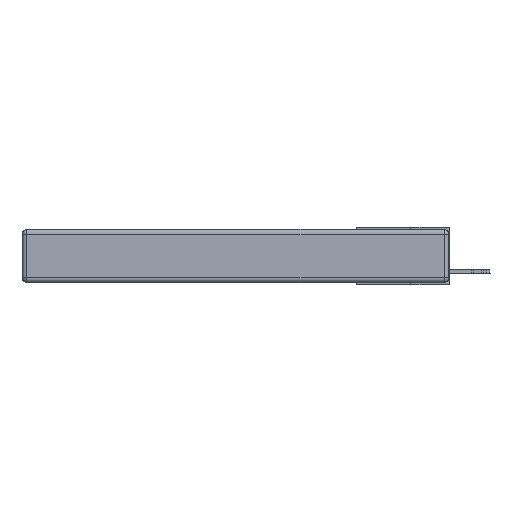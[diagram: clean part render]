
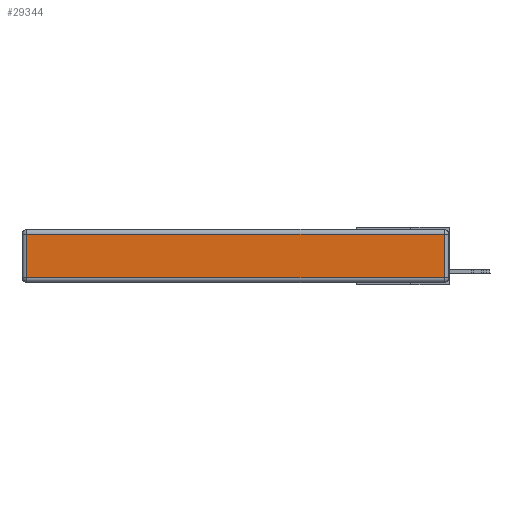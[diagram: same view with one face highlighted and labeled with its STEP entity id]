
A CAD part, left-side view. The second image highlights one B-rep face of the part: STEP entity #29344.
In plain terms, the highlighted planar face has unit normal (-1, 0, 0).
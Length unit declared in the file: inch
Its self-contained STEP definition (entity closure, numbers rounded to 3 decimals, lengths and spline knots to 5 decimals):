
#1108 = ORIENTED_EDGE ( 'NONE', *, *, #9953, .T. ) ;
#2312 = DIRECTION ( 'NONE',  ( 0., 0., 1. ) ) ;
#3190 = VECTOR ( 'NONE', #20421, 39.37008 ) ;
#5367 = ORIENTED_EDGE ( 'NONE', *, *, #18278, .T. ) ;
#8772 = LINE ( 'NONE', #18914, #14880 ) ;
#9088 = CARTESIAN_POINT ( 'NONE',  ( 0., 0.03, -0.343 ) ) ;
#9953 = EDGE_CURVE ( 'NONE', #20291, #22010, #27891, .T. ) ;
#10454 = AXIS2_PLACEMENT_3D ( 'NONE', #29437, #24927, #14151 ) ;
#12447 = VERTEX_POINT ( 'NONE', #28836 ) ;
#13170 = VERTEX_POINT ( 'NONE', #24204 ) ;
#14151 = DIRECTION ( 'NONE',  ( 0., 0., 1. ) ) ;
#14880 = VECTOR ( 'NONE', #25239, 39.37008 ) ;
#18007 = LINE ( 'NONE', #9088, #26959 ) ;
#18090 = VECTOR ( 'NONE', #19362, 39.37008 ) ;
#18228 = PLANE ( 'NONE',  #10454 ) ;
#18278 = EDGE_CURVE ( 'NONE', #12447, #20291, #18007, .T. ) ;
#18914 = CARTESIAN_POINT ( 'NONE',  ( 0., 0., -0.313 ) ) ;
#18936 = CARTESIAN_POINT ( 'NONE',  ( 0., 0.03, -0.03 ) ) ;
#19265 = CARTESIAN_POINT ( 'NONE',  ( 0., 2.72, -0.343 ) ) ;
#19362 = DIRECTION ( 'NONE',  ( 0., 0., -1. ) ) ;
#19544 = ORIENTED_EDGE ( 'NONE', *, *, #25627, .T. ) ;
#20291 = VERTEX_POINT ( 'NONE', #18936 ) ;
#20306 = EDGE_LOOP ( 'NONE', ( #26895, #5367, #1108, #19544 ) ) ;
#20421 = DIRECTION ( 'NONE',  ( 0., 1., 0. ) ) ;
#22010 = VERTEX_POINT ( 'NONE', #26029 ) ;
#24204 = CARTESIAN_POINT ( 'NONE',  ( 0., 2.72, -0.313 ) ) ;
#24927 = DIRECTION ( 'NONE',  ( -1., 0., 0. ) ) ;
#25239 = DIRECTION ( 'NONE',  ( 0., -1., 0. ) ) ;
#25492 = EDGE_CURVE ( 'NONE', #13170, #12447, #8772, .T. ) ;
#25627 = EDGE_CURVE ( 'NONE', #22010, #13170, #26305, .T. ) ;
#26013 = CARTESIAN_POINT ( 'NONE',  ( 0., 2.75, -0.03 ) ) ;
#26029 = CARTESIAN_POINT ( 'NONE',  ( 0., 2.72, -0.03 ) ) ;
#26305 = LINE ( 'NONE', #19265, #18090 ) ;
#26895 = ORIENTED_EDGE ( 'NONE', *, *, #25492, .T. ) ;
#26959 = VECTOR ( 'NONE', #2312, 39.37008 ) ;
#27891 = LINE ( 'NONE', #26013, #3190 ) ;
#28627 = FACE_OUTER_BOUND ( 'NONE', #20306, .T. ) ;
#28836 = CARTESIAN_POINT ( 'NONE',  ( 0., 0.03, -0.313 ) ) ;
#29344 = ADVANCED_FACE ( 'NONE', ( #28627 ), #18228, .T. ) ;
#29437 = CARTESIAN_POINT ( 'NONE',  ( 0., 0., -0.343 ) ) ;
